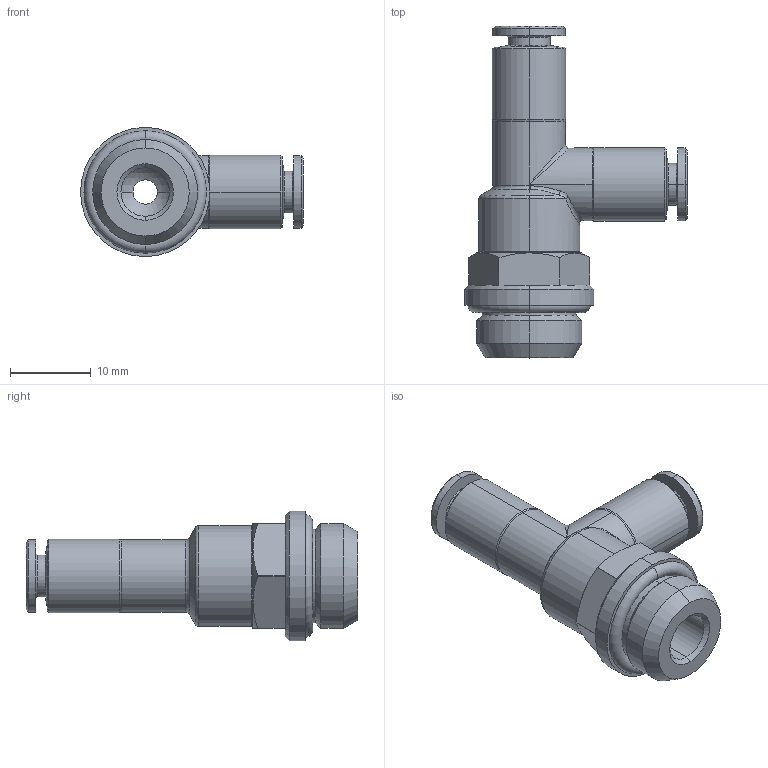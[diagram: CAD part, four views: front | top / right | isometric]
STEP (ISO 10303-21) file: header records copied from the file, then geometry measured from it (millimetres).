
FILE_DESCRIPTION (( 'STEP AP203' ), '1' );
FILE_NAME ('A0140012.STEP', '2009-11-27T14:42:29', ( 'Gabriele' ), ( 'C.Matic srl' ), 'SwSTEP 2.0', 'SolidWorks 2009', '' );
FILE_SCHEMA (( 'CONFIG_CONTROL_DESIGN' ));
Length unit declared in the file: millimetre
Products named in the file (1): A0140012
Bounding box: 27.6 x 41.1 x 16 mm (x, y, z)
Volume: 3916 mm3; surface area: 3201.1 mm2
Topology: 1 solids, 1 shells, 131 faces, 284 edges, 158 vertices
Faces by surface type: cone 43, cylinder 42, plane 22, torus 12, bspline 8, sphere 4
Entity records: 4498 total; most frequent: CARTESIAN_POINT 1567, DIRECTION 658, ORIENTED_EDGE 560, AXIS2_PLACEMENT_3D 284, EDGE_CURVE 280, CIRCLE 160, VERTEX_POINT 158, EDGE_LOOP 142
